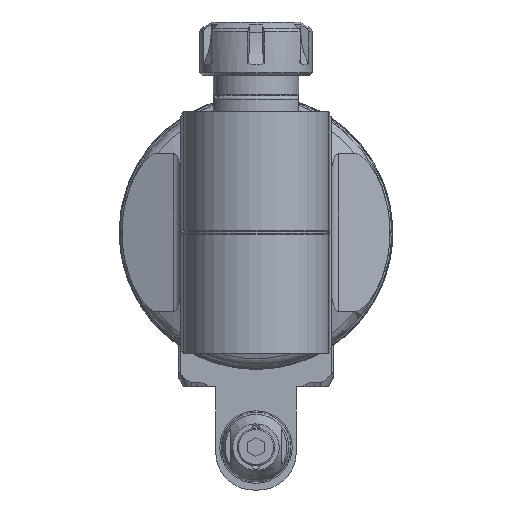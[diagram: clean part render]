
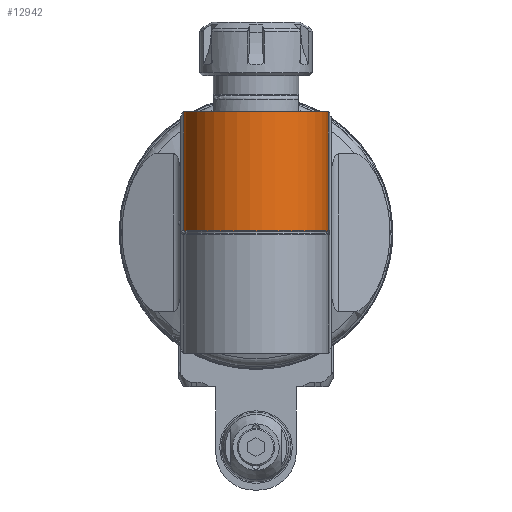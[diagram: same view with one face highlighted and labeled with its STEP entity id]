
A CAD part, front view. The second image highlights one B-rep face of the part: STEP entity #12942.
In plain terms, the highlighted cylindrical face has radius 27 mm (diameter 54 mm), a partial arc.
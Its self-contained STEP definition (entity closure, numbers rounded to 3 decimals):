
#1147=CYLINDRICAL_SURFACE('',#14454,27.);
#1828=FACE_OUTER_BOUND('',#2732,.T.);
#2732=EDGE_LOOP('',(#11441,#11442,#11443,#11444));
#3537=CIRCLE('',#14452,27.);
#3539=CIRCLE('',#14455,27.);
#4306=LINE('',#53021,#5101);
#4307=LINE('',#53024,#5102);
#5101=VECTOR('',#17966,44.334);
#5102=VECTOR('',#17969,44.334);
#6288=VERTEX_POINT('',#52985);
#6289=VERTEX_POINT('',#52986);
#6297=VERTEX_POINT('',#53020);
#6298=VERTEX_POINT('',#53022);
#8051=EDGE_CURVE('',#6288,#6289,#3537,.T.);
#8061=EDGE_CURVE('',#6288,#6297,#4306,.T.);
#8062=EDGE_CURVE('',#6298,#6297,#3539,.T.);
#8063=EDGE_CURVE('',#6298,#6289,#4307,.T.);
#11441=ORIENTED_EDGE('',*,*,#8051,.F.);
#11442=ORIENTED_EDGE('',*,*,#8061,.T.);
#11443=ORIENTED_EDGE('',*,*,#8062,.F.);
#11444=ORIENTED_EDGE('',*,*,#8063,.T.);
#12942=ADVANCED_FACE('',(#1828),#1147,.T.);
#14452=AXIS2_PLACEMENT_3D('',#52987,#17958,#17959);
#14454=AXIS2_PLACEMENT_3D('',#53019,#17964,#17965);
#14455=AXIS2_PLACEMENT_3D('',#53023,#17967,#17968);
#17958=DIRECTION('center_axis',(0.,-1.,0.));
#17959=DIRECTION('ref_axis',(0.087,0.,-0.996));
#17964=DIRECTION('center_axis',(0.,1.,0.));
#17965=DIRECTION('ref_axis',(1.,0.,0.));
#17966=DIRECTION('',(0.,1.,0.));
#17967=DIRECTION('center_axis',(0.,1.,0.));
#17968=DIRECTION('ref_axis',(1.,0.,0.));
#17969=DIRECTION('',(0.,-1.,0.));
#52985=CARTESIAN_POINT('',(92.353,-45.,-26.897));
#52986=CARTESIAN_POINT('',(92.353,-45.,26.897));
#52987=CARTESIAN_POINT('Origin',(90.,-45.,0.));
#53019=CARTESIAN_POINT('Origin',(90.,-54.,0.));
#53020=CARTESIAN_POINT('',(92.353,-0.666,-26.897));
#53021=CARTESIAN_POINT('',(92.353,-45.,-26.897));
#53022=CARTESIAN_POINT('',(92.353,-0.666,26.897));
#53023=CARTESIAN_POINT('Origin',(90.,-0.666,0.));
#53024=CARTESIAN_POINT('',(92.353,-0.666,26.897));
